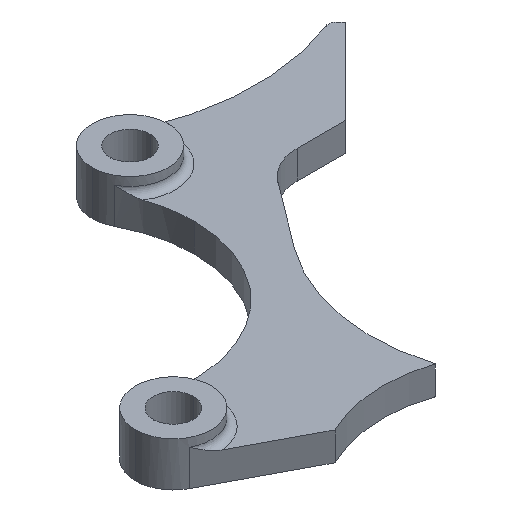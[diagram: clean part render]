
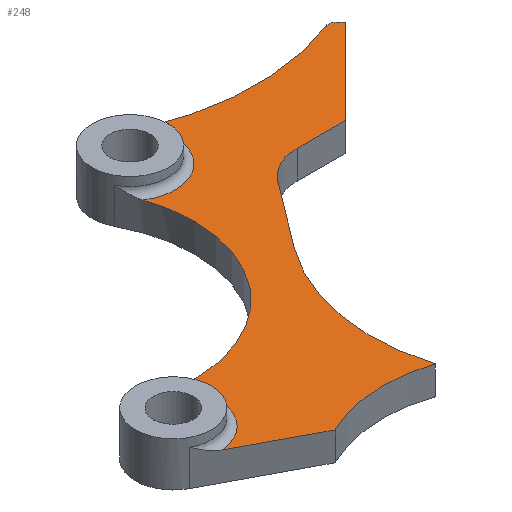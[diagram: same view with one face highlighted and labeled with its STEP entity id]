
A CAD part, isometric view. The second image highlights one B-rep face of the part: STEP entity #248.
In plain terms, the highlighted planar face has unit normal (0, 0, 1).
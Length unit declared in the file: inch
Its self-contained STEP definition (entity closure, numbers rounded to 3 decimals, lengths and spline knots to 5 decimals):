
#4 = DIRECTION ( 'NONE',  ( 0., 0., -1. ) ) ;
#6 = VERTEX_POINT ( 'NONE', #562 ) ;
#27 = CARTESIAN_POINT ( 'NONE',  ( 0.67777, 2.99917, 0. ) ) ;
#36 = CARTESIAN_POINT ( 'NONE',  ( -0.57705, 1.1711, 0. ) ) ;
#50 = EDGE_CURVE ( 'NONE', #636, #377, #899, .T. ) ;
#77 = ORIENTED_EDGE ( 'NONE', *, *, #50, .T. ) ;
#97 = LINE ( 'NONE', #937, #848 ) ;
#103 = PLANE ( 'NONE',  #832 ) ;
#107 = DIRECTION ( 'NONE',  ( 0., 0., -1. ) ) ;
#110 = CARTESIAN_POINT ( 'NONE',  ( 0., 0., 0. ) ) ;
#112 = EDGE_CURVE ( 'NONE', #759, #553, #797, .T. ) ;
#114 = VERTEX_POINT ( 'NONE', #140 ) ;
#117 = VECTOR ( 'NONE', #762, 39.37008 ) ;
#119 = AXIS2_PLACEMENT_3D ( 'NONE', #957, #256, #966 ) ;
#134 = DIRECTION ( 'NONE',  ( 1., 0., 0. ) ) ;
#140 = CARTESIAN_POINT ( 'NONE',  ( -0.31992, 1.45129, 0. ) ) ;
#148 = ORIENTED_EDGE ( 'NONE', *, *, #112, .F. ) ;
#154 = EDGE_CURVE ( 'NONE', #222, #776, #530, .T. ) ;
#155 = DIRECTION ( 'NONE',  ( 1., 0., 0. ) ) ;
#158 = CIRCLE ( 'NONE', #898, 0.875 ) ;
#176 = CIRCLE ( 'NONE', #287, 0.05 ) ;
#206 = CARTESIAN_POINT ( 'NONE',  ( 0.35809, 0.67501, 0. ) ) ;
#207 = CARTESIAN_POINT ( 'NONE',  ( -0.11823, 0.9277, 0. ) ) ;
#216 = DIRECTION ( 'NONE',  ( 0., 0., -1. ) ) ;
#218 = VERTEX_POINT ( 'NONE', #821 ) ;
#222 = VERTEX_POINT ( 'NONE', #522 ) ;
#239 = ORIENTED_EDGE ( 'NONE', *, *, #815, .T. ) ;
#241 = CARTESIAN_POINT ( 'NONE',  ( 2.08449, 3.12179, 0. ) ) ;
#248 = ADVANCED_FACE ( 'NONE', ( #482 ), #103, .T. ) ;
#249 = VERTEX_POINT ( 'NONE', #396 ) ;
#254 = EDGE_CURVE ( 'NONE', #6, #927, #680, .T. ) ;
#256 = DIRECTION ( 'NONE',  ( 0., 0., -1. ) ) ;
#266 = CIRCLE ( 'NONE', #571, 0.28122 ) ;
#267 = DIRECTION ( 'NONE',  ( 1., 0., 0. ) ) ;
#276 = DIRECTION ( 'NONE',  ( 0., 0., 1. ) ) ;
#282 = DIRECTION ( 'NONE',  ( 1., 0., 0. ) ) ;
#284 = CIRCLE ( 'NONE', #474, 100. ) ;
#287 = AXIS2_PLACEMENT_3D ( 'NONE', #365, #216, #526 ) ;
#289 = LINE ( 'NONE', #305, #117 ) ;
#291 = ORIENTED_EDGE ( 'NONE', *, *, #154, .F. ) ;
#305 = CARTESIAN_POINT ( 'NONE',  ( -0.49081, 0.49081, 0. ) ) ;
#308 = CIRCLE ( 'NONE', #870, 0.85 ) ;
#322 = DIRECTION ( 'NONE',  ( 1., 0., 0. ) ) ;
#324 = EDGE_CURVE ( 'NONE', #789, #709, #717, .T. ) ;
#325 = EDGE_LOOP ( 'NONE', ( #291, #449, #753, #740, #148, #865, #733, #77, #691, #686, #239, #847, #875, #640, #852, #543 ) ) ;
#327 = DIRECTION ( 'NONE',  ( 0., 0., 1. ) ) ;
#329 = CARTESIAN_POINT ( 'NONE',  ( 0.67777, 2.99917, 0. ) ) ;
#339 = DIRECTION ( 'NONE',  ( 0., 0., -1. ) ) ;
#346 = DIRECTION ( 'NONE',  ( 0., 0., 1. ) ) ;
#350 = VECTOR ( 'NONE', #655, 39.37008 ) ;
#354 = EDGE_CURVE ( 'NONE', #759, #114, #603, .T. ) ;
#365 = CARTESIAN_POINT ( 'NONE',  ( 2.04913, 3.08644, 0. ) ) ;
#377 = VERTEX_POINT ( 'NONE', #207 ) ;
#382 = VERTEX_POINT ( 'NONE', #972 ) ;
#390 = CARTESIAN_POINT ( 'NONE',  ( 1.69177, 1.31982, 0. ) ) ;
#396 = CARTESIAN_POINT ( 'NONE',  ( 0.95899, 2.99917, 0. ) ) ;
#403 = CARTESIAN_POINT ( 'NONE',  ( 2.11232, 3.09395, 0. ) ) ;
#406 = EDGE_CURVE ( 'NONE', #114, #636, #545, .T. ) ;
#412 = AXIS2_PLACEMENT_3D ( 'NONE', #390, #107, #322 ) ;
#427 = EDGE_CURVE ( 'NONE', #218, #709, #458, .T. ) ;
#439 = CARTESIAN_POINT ( 'NONE',  ( 1.49176, 4.53276, 0. ) ) ;
#441 = DIRECTION ( 'NONE',  ( 0.883, -0.469, 0. ) ) ;
#449 = ORIENTED_EDGE ( 'NONE', *, *, #537, .T. ) ;
#452 = CARTESIAN_POINT ( 'NONE',  ( -0.39986, 1.64768, 0. ) ) ;
#458 = CIRCLE ( 'NONE', #933, 0.3 ) ;
#463 = DIRECTION ( 'NONE',  ( 0., 0., -1. ) ) ;
#470 = DIRECTION ( 'NONE',  ( -0.707, 0.707, 0. ) ) ;
#474 = AXIS2_PLACEMENT_3D ( 'NONE', #826, #841, #155 ) ;
#477 = DIRECTION ( 'NONE',  ( 1., 0., 0. ) ) ;
#482 = FACE_OUTER_BOUND ( 'NONE', #325, .T. ) ;
#488 = EDGE_CURVE ( 'NONE', #776, #951, #176, .T. ) ;
#510 = DIRECTION ( 'NONE',  ( 0., 0., 1. ) ) ;
#513 = CARTESIAN_POINT ( 'NONE',  ( 1.28199, 2.56362, 0. ) ) ;
#522 = CARTESIAN_POINT ( 'NONE',  ( 0.9168, 3.14733, 0. ) ) ;
#523 = CARTESIAN_POINT ( 'NONE',  ( -0.28139, 2.48938, 0. ) ) ;
#526 = DIRECTION ( 'NONE',  ( 1., 0., 0. ) ) ;
#530 = CIRCLE ( 'NONE', #678, 1.5 ) ;
#537 = EDGE_CURVE ( 'NONE', #222, #249, #266, .T. ) ;
#543 = ORIENTED_EDGE ( 'NONE', *, *, #488, .F. ) ;
#545 = CIRCLE ( 'NONE', #119, 0.28122 ) ;
#553 = VERTEX_POINT ( 'NONE', #634 ) ;
#558 = VERTEX_POINT ( 'NONE', #403 ) ;
#562 = CARTESIAN_POINT ( 'NONE',  ( 0.55005, 0.97126, 0. ) ) ;
#571 = AXIS2_PLACEMENT_3D ( 'NONE', #329, #463, #767 ) ;
#596 = CARTESIAN_POINT ( 'NONE',  ( 2.03115, 3.13309, 0. ) ) ;
#603 = CIRCLE ( 'NONE', #652, 0.28122 ) ;
#608 = DIRECTION ( 'NONE',  ( 1., 0., 0. ) ) ;
#615 = VECTOR ( 'NONE', #441, 39.37008 ) ;
#634 = CARTESIAN_POINT ( 'NONE',  ( 0.56861, 2.48938, 0. ) ) ;
#636 = VERTEX_POINT ( 'NONE', #36 ) ;
#638 = DIRECTION ( 'NONE',  ( 0., 0., -1. ) ) ;
#640 = ORIENTED_EDGE ( 'NONE', *, *, #783, .F. ) ;
#652 = AXIS2_PLACEMENT_3D ( 'NONE', #732, #339, #794 ) ;
#655 = DIRECTION ( 'NONE',  ( -1., 0., 0. ) ) ;
#678 = AXIS2_PLACEMENT_3D ( 'NONE', #439, #276, #282 ) ;
#679 = AXIS2_PLACEMENT_3D ( 'NONE', #27, #638, #267 ) ;
#680 = CIRCLE ( 'NONE', #412, 1.19374 ) ;
#686 = ORIENTED_EDGE ( 'NONE', *, *, #254, .T. ) ;
#688 = EDGE_CURVE ( 'NONE', #553, #382, #308, .T. ) ;
#691 = ORIENTED_EDGE ( 'NONE', *, *, #787, .T. ) ;
#709 = VERTEX_POINT ( 'NONE', #513 ) ;
#717 = LINE ( 'NONE', #810, #350 ) ;
#724 = DIRECTION ( 'NONE',  ( 1., 0., 0. ) ) ;
#729 = CIRCLE ( 'NONE', #679, 0.28122 ) ;
#732 = CARTESIAN_POINT ( 'NONE',  ( -0.60114, 1.45129, 0. ) ) ;
#733 = ORIENTED_EDGE ( 'NONE', *, *, #406, .T. ) ;
#739 = DIRECTION ( 'NONE',  ( 0., 0., -1. ) ) ;
#740 = ORIENTED_EDGE ( 'NONE', *, *, #688, .F. ) ;
#745 = AXIS2_PLACEMENT_3D ( 'NONE', #523, #346, #724 ) ;
#753 = ORIENTED_EDGE ( 'NONE', *, *, #858, .T. ) ;
#759 = VERTEX_POINT ( 'NONE', #452 ) ;
#762 = DIRECTION ( 'NONE',  ( -0.707, -0.707, 0. ) ) ;
#767 = DIRECTION ( 'NONE',  ( 1., 0., 0. ) ) ;
#775 = CARTESIAN_POINT ( 'NONE',  ( 0.73443, 2.03293, 0. ) ) ;
#776 = VERTEX_POINT ( 'NONE', #596 ) ;
#783 = EDGE_CURVE ( 'NONE', #558, #789, #289, .T. ) ;
#787 = EDGE_CURVE ( 'NONE', #377, #6, #158, .T. ) ;
#789 = VERTEX_POINT ( 'NONE', #925 ) ;
#794 = DIRECTION ( 'NONE',  ( 1., 0., 0. ) ) ;
#797 = CIRCLE ( 'NONE', #745, 0.85 ) ;
#810 = CARTESIAN_POINT ( 'NONE',  ( 0., 2.56362, 0. ) ) ;
#815 = EDGE_CURVE ( 'NONE', #927, #218, #284, .T. ) ;
#821 = CARTESIAN_POINT ( 'NONE',  ( 1.04233, 2.44407, 0. ) ) ;
#826 = CARTESIAN_POINT ( 'NONE',  ( 80.93103, -57.70405, 0. ) ) ;
#830 = DIRECTION ( 'NONE',  ( 1., 0., 0. ) ) ;
#832 = AXIS2_PLACEMENT_3D ( 'NONE', #110, #327, #477 ) ;
#841 = DIRECTION ( 'NONE',  ( 0., 0., -1. ) ) ;
#847 = ORIENTED_EDGE ( 'NONE', *, *, #427, .T. ) ;
#848 = VECTOR ( 'NONE', #470, 39.37008 ) ;
#852 = ORIENTED_EDGE ( 'NONE', *, *, #936, .T. ) ;
#858 = EDGE_CURVE ( 'NONE', #249, #382, #729, .T. ) ;
#865 = ORIENTED_EDGE ( 'NONE', *, *, #354, .T. ) ;
#870 = AXIS2_PLACEMENT_3D ( 'NONE', #969, #510, #134 ) ;
#875 = ORIENTED_EDGE ( 'NONE', *, *, #324, .F. ) ;
#898 = AXIS2_PLACEMENT_3D ( 'NONE', #919, #4, #608 ) ;
#899 = LINE ( 'NONE', #206, #615 ) ;
#910 = CARTESIAN_POINT ( 'NONE',  ( 1.28199, 2.26362, 0. ) ) ;
#919 = CARTESIAN_POINT ( 'NONE',  ( 0.2685, 0.1428, 0. ) ) ;
#925 = CARTESIAN_POINT ( 'NONE',  ( 1.58199, 2.56362, 0. ) ) ;
#927 = VERTEX_POINT ( 'NONE', #775 ) ;
#933 = AXIS2_PLACEMENT_3D ( 'NONE', #910, #739, #830 ) ;
#936 = EDGE_CURVE ( 'NONE', #558, #951, #97, .T. ) ;
#937 = CARTESIAN_POINT ( 'NONE',  ( 2.60314, 2.60314, 0. ) ) ;
#951 = VERTEX_POINT ( 'NONE', #241 ) ;
#957 = CARTESIAN_POINT ( 'NONE',  ( -0.60114, 1.45129, 0. ) ) ;
#966 = DIRECTION ( 'NONE',  ( 1., 0., 0. ) ) ;
#969 = CARTESIAN_POINT ( 'NONE',  ( -0.28139, 2.48938, 0. ) ) ;
#972 = CARTESIAN_POINT ( 'NONE',  ( 0.52287, 2.76446, 0. ) ) ;
